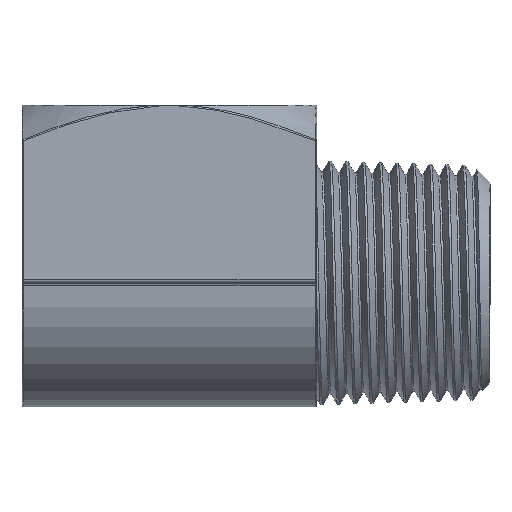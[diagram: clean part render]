
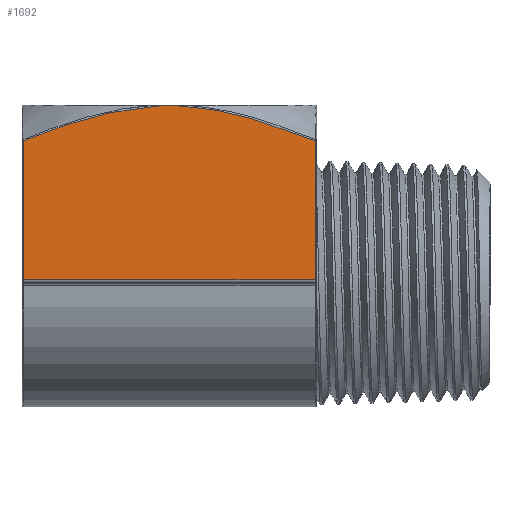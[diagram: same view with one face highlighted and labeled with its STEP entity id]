
A CAD part, front view. The second image highlights one B-rep face of the part: STEP entity #1692.
In plain terms, the highlighted face is planar.
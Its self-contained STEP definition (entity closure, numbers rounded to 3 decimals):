
#181=B_SPLINE_CURVE_WITH_KNOTS('',3,(#11568,#11569,#11570,#11571,#11572,
#11573,#11574,#11575,#11576,#11577,#11578,#11579,#11580,#11581,#11582,#11583,
#11584,#11585,#11586,#11587,#11588,#11589,#11590,#11591,#11592),
 .UNSPECIFIED.,.F.,.F.,(4,3,3,3,3,3,3,3,4),(0.,0.002,0.004,
0.004,0.004,0.007,0.007,
0.012,0.015),.UNSPECIFIED.);
#182=B_SPLINE_CURVE_WITH_KNOTS('',3,(#11593,#11594,#11595,#11596,#11597,
#11598,#11599),.UNSPECIFIED.,.F.,.F.,(4,3,4),(0.,0.001,0.002),
 .UNSPECIFIED.);
#183=B_SPLINE_CURVE_WITH_KNOTS('',3,(#11601,#11602,#11603,#11604,#11605,
#11606,#11607),.UNSPECIFIED.,.F.,.F.,(4,3,4),(0.,0.001,
0.002),.UNSPECIFIED.);
#184=B_SPLINE_CURVE_WITH_KNOTS('',3,(#11609,#11610,#11611,#11612,#11613,
#11614,#11615,#11616,#11617,#11618,#11619,#11620,#11621,#11622,#11623,#11624,
#11625,#11626,#11627,#11628,#11629,#11630,#11631,#11632,#11633),
 .UNSPECIFIED.,.F.,.F.,(4,3,3,3,3,3,3,3,4),(0.,0.005,0.007,
0.007,0.011,0.011,0.013,
0.015,0.015),.UNSPECIFIED.);
#252=LINE('',#11564,#320);
#253=LINE('',#11566,#321);
#254=LINE('',#11634,#322);
#320=VECTOR('',#2145,1000.);
#321=VECTOR('',#2146,1000.);
#322=VECTOR('',#2147,1000.);
#429=FACE_OUTER_BOUND('',#537,.T.);
#537=EDGE_LOOP('',(#1409,#1410,#1411,#1412,#1413,#1414,#1415));
#770=VERTEX_POINT('',#10915);
#819=VERTEX_POINT('',#11562);
#820=VERTEX_POINT('',#11563);
#821=VERTEX_POINT('',#11565);
#822=VERTEX_POINT('',#11567);
#823=VERTEX_POINT('',#11600);
#824=VERTEX_POINT('',#11608);
#1035=EDGE_CURVE('',#819,#820,#252,.T.);
#1036=EDGE_CURVE('',#820,#821,#253,.T.);
#1037=EDGE_CURVE('',#821,#822,#181,.T.);
#1038=EDGE_CURVE('',#822,#770,#182,.T.);
#1039=EDGE_CURVE('',#770,#823,#183,.T.);
#1040=EDGE_CURVE('',#823,#824,#184,.T.);
#1041=EDGE_CURVE('',#824,#819,#254,.T.);
#1409=ORIENTED_EDGE('',*,*,#1035,.T.);
#1410=ORIENTED_EDGE('',*,*,#1036,.T.);
#1411=ORIENTED_EDGE('',*,*,#1037,.T.);
#1412=ORIENTED_EDGE('',*,*,#1038,.T.);
#1413=ORIENTED_EDGE('',*,*,#1039,.T.);
#1414=ORIENTED_EDGE('',*,*,#1040,.T.);
#1415=ORIENTED_EDGE('',*,*,#1041,.T.);
#1635=PLANE('',#1832);
#1692=ADVANCED_FACE('',(#429),#1635,.T.);
#1832=AXIS2_PLACEMENT_3D('',#11561,#2143,#2144);
#2143=DIRECTION('center_axis',(0.,0.,
1.));
#2144=DIRECTION('ref_axis',(0.,-1.,0.));
#2145=DIRECTION('',(1.,0.,0.));
#2146=DIRECTION('',(0.,1.,0.));
#2147=DIRECTION('',(0.,-1.,0.));
#10915=CARTESIAN_POINT('',(-7.386,26.69,16.002));
#11561=CARTESIAN_POINT('Origin',(8.616,-6.711,16.002));
#11562=CARTESIAN_POINT('',(-23.23,7.704,16.002));
#11563=CARTESIAN_POINT('',(8.457,7.704,16.002));
#11564=CARTESIAN_POINT('',(8.616,7.704,16.002));
#11565=CARTESIAN_POINT('',(8.457,22.81,16.002));
#11566=CARTESIAN_POINT('',(8.457,-6.711,16.002));
#11567=CARTESIAN_POINT('',(-5.799,26.553,16.002));
#11568=CARTESIAN_POINT('Ctrl Pts',(8.457,22.81,16.002));
#11569=CARTESIAN_POINT('Ctrl Pts',(7.884,23.044,16.002));
#11570=CARTESIAN_POINT('Ctrl Pts',(7.309,23.272,16.002));
#11571=CARTESIAN_POINT('Ctrl Pts',(6.732,23.494,16.002));
#11572=CARTESIAN_POINT('Ctrl Pts',(6.205,23.696,16.002));
#11573=CARTESIAN_POINT('Ctrl Pts',(5.675,23.893,16.002));
#11574=CARTESIAN_POINT('Ctrl Pts',(5.144,24.084,16.002));
#11575=CARTESIAN_POINT('Ctrl Pts',(5.094,24.102,16.002));
#11576=CARTESIAN_POINT('Ctrl Pts',(5.044,24.12,16.002));
#11577=CARTESIAN_POINT('Ctrl Pts',(4.993,24.137,16.002));
#11578=CARTESIAN_POINT('Ctrl Pts',(4.992,24.138,16.002));
#11579=CARTESIAN_POINT('Ctrl Pts',(4.991,24.138,16.002));
#11580=CARTESIAN_POINT('Ctrl Pts',(4.99,24.139,16.002));
#11581=CARTESIAN_POINT('Ctrl Pts',(3.826,24.552,16.002));
#11582=CARTESIAN_POINT('Ctrl Pts',(2.655,24.933,16.002));
#11583=CARTESIAN_POINT('Ctrl Pts',(1.472,25.266,16.002));
#11584=CARTESIAN_POINT('Ctrl Pts',(1.471,25.266,16.002));
#11585=CARTESIAN_POINT('Ctrl Pts',(1.47,25.267,16.002));
#11586=CARTESIAN_POINT('Ctrl Pts',(1.47,25.267,16.002));
#11587=CARTESIAN_POINT('Ctrl Pts',(-0.058,25.697,
16.002));
#11588=CARTESIAN_POINT('Ctrl Pts',(-1.603,26.048,16.002));
#11589=CARTESIAN_POINT('Ctrl Pts',(-3.176,26.281,16.002));
#11590=CARTESIAN_POINT('Ctrl Pts',(-4.042,26.409,16.002));
#11591=CARTESIAN_POINT('Ctrl Pts',(-4.915,26.502,16.002));
#11592=CARTESIAN_POINT('Ctrl Pts',(-5.799,26.553,16.002));
#11593=CARTESIAN_POINT('Ctrl Pts',(-5.799,26.553,16.002));
#11594=CARTESIAN_POINT('Ctrl Pts',(-6.098,26.57,16.002));
#11595=CARTESIAN_POINT('Ctrl Pts',(-6.397,26.595,16.002));
#11596=CARTESIAN_POINT('Ctrl Pts',(-6.696,26.623,16.002));
#11597=CARTESIAN_POINT('Ctrl Pts',(-6.927,26.644,16.002));
#11598=CARTESIAN_POINT('Ctrl Pts',(-7.156,26.667,16.002));
#11599=CARTESIAN_POINT('Ctrl Pts',(-7.386,26.69,16.002));
#11600=CARTESIAN_POINT('',(-8.974,26.553,16.002));
#11601=CARTESIAN_POINT('Ctrl Pts',(-7.386,26.69,16.002));
#11602=CARTESIAN_POINT('Ctrl Pts',(-7.834,26.646,16.002));
#11603=CARTESIAN_POINT('Ctrl Pts',(-8.282,26.6,16.002));
#11604=CARTESIAN_POINT('Ctrl Pts',(-8.731,26.569,16.002));
#11605=CARTESIAN_POINT('Ctrl Pts',(-8.812,26.563,16.002));
#11606=CARTESIAN_POINT('Ctrl Pts',(-8.893,26.558,16.002));
#11607=CARTESIAN_POINT('Ctrl Pts',(-8.974,26.553,16.002));
#11608=CARTESIAN_POINT('',(-23.23,22.81,16.002));
#11609=CARTESIAN_POINT('Ctrl Pts',(-8.974,26.553,16.002));
#11610=CARTESIAN_POINT('Ctrl Pts',(-10.58,26.46,16.002));
#11611=CARTESIAN_POINT('Ctrl Pts',(-12.154,26.229,16.002));
#11612=CARTESIAN_POINT('Ctrl Pts',(-13.705,25.898,16.002));
#11613=CARTESIAN_POINT('Ctrl Pts',(-14.557,25.716,16.002));
#11614=CARTESIAN_POINT('Ctrl Pts',(-15.403,25.503,16.002));
#11615=CARTESIAN_POINT('Ctrl Pts',(-16.242,25.267,16.002));
#11616=CARTESIAN_POINT('Ctrl Pts',(-16.243,25.267,16.002));
#11617=CARTESIAN_POINT('Ctrl Pts',(-16.244,25.266,16.002));
#11618=CARTESIAN_POINT('Ctrl Pts',(-16.245,25.266,16.002));
#11619=CARTESIAN_POINT('Ctrl Pts',(-17.427,24.933,16.002));
#11620=CARTESIAN_POINT('Ctrl Pts',(-18.599,24.552,16.002));
#11621=CARTESIAN_POINT('Ctrl Pts',(-19.763,24.139,16.002));
#11622=CARTESIAN_POINT('Ctrl Pts',(-19.764,24.138,16.002));
#11623=CARTESIAN_POINT('Ctrl Pts',(-19.765,24.138,16.002));
#11624=CARTESIAN_POINT('Ctrl Pts',(-19.766,24.137,16.002));
#11625=CARTESIAN_POINT('Ctrl Pts',(-20.298,23.948,16.002));
#11626=CARTESIAN_POINT('Ctrl Pts',(-20.827,23.753,16.002));
#11627=CARTESIAN_POINT('Ctrl Pts',(-21.355,23.551,16.002));
#11628=CARTESIAN_POINT('Ctrl Pts',(-21.921,23.335,16.002));
#11629=CARTESIAN_POINT('Ctrl Pts',(-22.484,23.113,16.002));
#11630=CARTESIAN_POINT('Ctrl Pts',(-23.044,22.885,16.002));
#11631=CARTESIAN_POINT('Ctrl Pts',(-23.106,22.86,16.002));
#11632=CARTESIAN_POINT('Ctrl Pts',(-23.168,22.835,16.002));
#11633=CARTESIAN_POINT('Ctrl Pts',(-23.23,22.81,16.002));
#11634=CARTESIAN_POINT('',(-23.23,-6.711,16.002));
